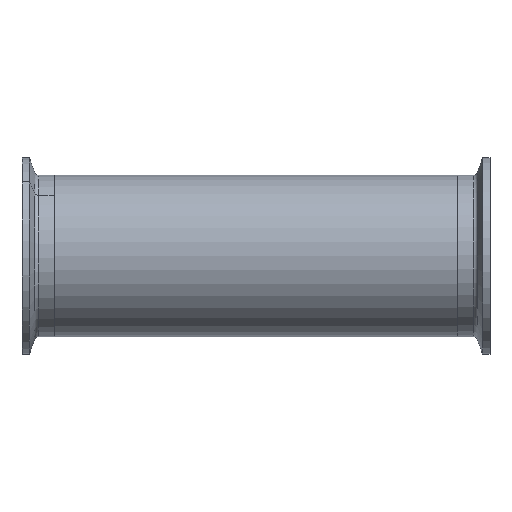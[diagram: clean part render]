
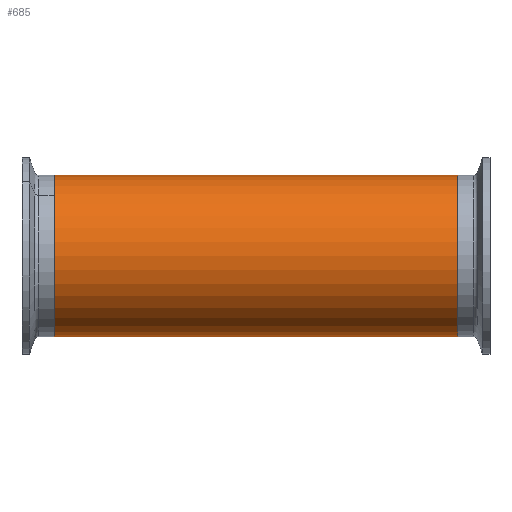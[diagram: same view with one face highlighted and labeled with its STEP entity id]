
A CAD part, front view. The second image highlights one B-rep face of the part: STEP entity #685.
In plain terms, the highlighted cylindrical face has radius 31.75 mm (diameter 63.5 mm), a partial arc.
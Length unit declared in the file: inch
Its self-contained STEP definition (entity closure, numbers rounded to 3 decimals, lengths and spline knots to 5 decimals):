
#25 = CARTESIAN_POINT ( 'NONE',  ( 3.12598, 0., -1.25 ) ) ;
#42 = DIRECTION ( 'NONE',  ( -1., 0., 0. ) ) ;
#171 = DIRECTION ( 'NONE',  ( -1., 0., 0. ) ) ;
#179 = DIRECTION ( 'NONE',  ( 0., 0., 1. ) ) ;
#203 = CYLINDRICAL_SURFACE ( 'NONE', #2062, 1.25 ) ;
#233 = DIRECTION ( 'NONE',  ( 1., 0., 0. ) ) ;
#251 = VERTEX_POINT ( 'NONE', #970 ) ;
#308 = DIRECTION ( 'NONE',  ( -1., 0., 0. ) ) ;
#394 = ORIENTED_EDGE ( 'NONE', *, *, #1544, .F. ) ;
#511 = FACE_OUTER_BOUND ( 'NONE', #514, .T. ) ;
#514 = EDGE_LOOP ( 'NONE', ( #394, #1567, #898, #1679 ) ) ;
#685 = ADVANCED_FACE ( 'NONE', ( #511 ), #203, .T. ) ;
#724 = DIRECTION ( 'NONE',  ( 0., 0., -1. ) ) ;
#783 = CARTESIAN_POINT ( 'NONE',  ( 3.12598, 0., -1.25 ) ) ;
#898 = ORIENTED_EDGE ( 'NONE', *, *, #1561, .T. ) ;
#970 = CARTESIAN_POINT ( 'NONE',  ( -3.12598, 0., 1.25 ) ) ;
#1043 = CIRCLE ( 'NONE', #2704, 1.25 ) ;
#1082 = CIRCLE ( 'NONE', #2953, 1.25 ) ;
#1221 = VECTOR ( 'NONE', #308, 39.37008 ) ;
#1431 = CARTESIAN_POINT ( 'NONE',  ( -3.12598, 0., -1.25 ) ) ;
#1544 = EDGE_CURVE ( 'NONE', #2635, #2044, #2849, .T. ) ;
#1561 = EDGE_CURVE ( 'NONE', #1753, #251, #2999, .T. ) ;
#1567 = ORIENTED_EDGE ( 'NONE', *, *, #2019, .F. ) ;
#1581 = VECTOR ( 'NONE', #42, 39.37008 ) ;
#1679 = ORIENTED_EDGE ( 'NONE', *, *, #3043, .T. ) ;
#1693 = DIRECTION ( 'NONE',  ( 1., 0., 0. ) ) ;
#1753 = VERTEX_POINT ( 'NONE', #2053 ) ;
#1761 = CARTESIAN_POINT ( 'NONE',  ( 3.12598, 0., 1.25 ) ) ;
#1925 = DIRECTION ( 'NONE',  ( 0., 0., -1. ) ) ;
#2019 = EDGE_CURVE ( 'NONE', #1753, #2635, #1043, .T. ) ;
#2044 = VERTEX_POINT ( 'NONE', #1431 ) ;
#2052 = CARTESIAN_POINT ( 'NONE',  ( 3.12598, 0., 0. ) ) ;
#2053 = CARTESIAN_POINT ( 'NONE',  ( 3.12598, 0., 1.25 ) ) ;
#2062 = AXIS2_PLACEMENT_3D ( 'NONE', #2052, #171, #179 ) ;
#2406 = CARTESIAN_POINT ( 'NONE',  ( -3.12598, 0., 0. ) ) ;
#2635 = VERTEX_POINT ( 'NONE', #25 ) ;
#2704 = AXIS2_PLACEMENT_3D ( 'NONE', #3102, #233, #724 ) ;
#2849 = LINE ( 'NONE', #783, #1581 ) ;
#2953 = AXIS2_PLACEMENT_3D ( 'NONE', #2406, #1693, #1925 ) ;
#2999 = LINE ( 'NONE', #1761, #1221 ) ;
#3043 = EDGE_CURVE ( 'NONE', #251, #2044, #1082, .T. ) ;
#3102 = CARTESIAN_POINT ( 'NONE',  ( 3.12598, 0., 0. ) ) ;
